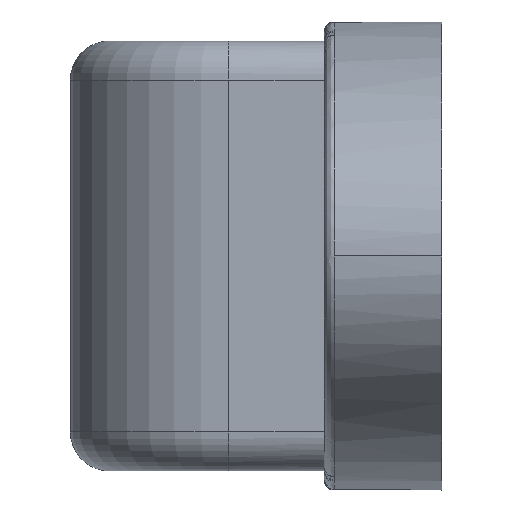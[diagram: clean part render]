
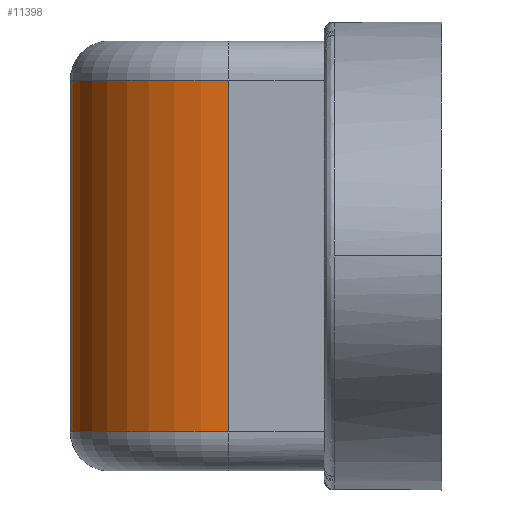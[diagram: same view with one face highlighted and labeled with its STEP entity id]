
A CAD part, left-side view. The second image highlights one B-rep face of the part: STEP entity #11398.
In plain terms, the highlighted cylindrical face has radius 8.1 mm (diameter 16.2 mm), a partial arc.
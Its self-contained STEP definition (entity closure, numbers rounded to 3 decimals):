
#2 = LINE ( 'NONE', #13963, #3025 ) ;
#195 = ORIENTED_EDGE ( 'NONE', *, *, #11332, .F. ) ;
#248 = DIRECTION ( 'NONE',  ( -1., 0., 0. ) ) ;
#1250 = CARTESIAN_POINT ( 'NONE',  ( 0., 10.9, -9. ) ) ;
#1507 = CARTESIAN_POINT ( 'NONE',  ( 8.1, 10.9, 9. ) ) ;
#2199 = ORIENTED_EDGE ( 'NONE', *, *, #12947, .T. ) ;
#2221 = EDGE_CURVE ( 'NONE', #5053, #14675, #3635, .T. ) ;
#3025 = VECTOR ( 'NONE', #10188, 1000. ) ;
#3575 = CYLINDRICAL_SURFACE ( 'NONE', #11271, 8.1 ) ;
#3635 = LINE ( 'NONE', #10769, #4770 ) ;
#3836 = DIRECTION ( 'NONE',  ( 0., 0., 1. ) ) ;
#3887 = CARTESIAN_POINT ( 'NONE',  ( -8.1, 10.9, -9. ) ) ;
#4388 = CIRCLE ( 'NONE', #14746, 8.1 ) ;
#4502 = VERTEX_POINT ( 'NONE', #3887 ) ;
#4718 = DIRECTION ( 'NONE',  ( 0., 0., -1. ) ) ;
#4755 = CARTESIAN_POINT ( 'NONE',  ( -8.1, 10.9, 9. ) ) ;
#4770 = VECTOR ( 'NONE', #4718, 1000. ) ;
#5053 = VERTEX_POINT ( 'NONE', #1507 ) ;
#5220 = ORIENTED_EDGE ( 'NONE', *, *, #11965, .T. ) ;
#7977 = EDGE_LOOP ( 'NONE', ( #195, #2199, #14417, #5220 ) ) ;
#8738 = CARTESIAN_POINT ( 'NONE',  ( 8.1, 10.9, -9. ) ) ;
#8928 = CIRCLE ( 'NONE', #12393, 8.1 ) ;
#10080 = FACE_OUTER_BOUND ( 'NONE', #7977, .T. ) ;
#10101 = DIRECTION ( 'NONE',  ( -1., 0., 0. ) ) ;
#10188 = DIRECTION ( 'NONE',  ( 0., 0., -1. ) ) ;
#10554 = DIRECTION ( 'NONE',  ( 0., 0., -1. ) ) ;
#10608 = DIRECTION ( 'NONE',  ( -1., 0., 0. ) ) ;
#10769 = CARTESIAN_POINT ( 'NONE',  ( 8.1, 10.9, 11. ) ) ;
#11271 = AXIS2_PLACEMENT_3D ( 'NONE', #11778, #10554, #10608 ) ;
#11332 = EDGE_CURVE ( 'NONE', #12824, #4502, #2, .T. ) ;
#11398 = ADVANCED_FACE ( 'NONE', ( #10080 ), #3575, .T. ) ;
#11778 = CARTESIAN_POINT ( 'NONE',  ( 0., 10.9, 11. ) ) ;
#11965 = EDGE_CURVE ( 'NONE', #14675, #4502, #8928, .T. ) ;
#12393 = AXIS2_PLACEMENT_3D ( 'NONE', #1250, #3836, #248 ) ;
#12824 = VERTEX_POINT ( 'NONE', #4755 ) ;
#12947 = EDGE_CURVE ( 'NONE', #12824, #5053, #4388, .T. ) ;
#13782 = CARTESIAN_POINT ( 'NONE',  ( 0., 10.9, 9. ) ) ;
#13963 = CARTESIAN_POINT ( 'NONE',  ( -8.1, 10.9, 11. ) ) ;
#14417 = ORIENTED_EDGE ( 'NONE', *, *, #2221, .T. ) ;
#14675 = VERTEX_POINT ( 'NONE', #8738 ) ;
#14746 = AXIS2_PLACEMENT_3D ( 'NONE', #13782, #14862, #10101 ) ;
#14862 = DIRECTION ( 'NONE',  ( 0., 0., -1. ) ) ;
